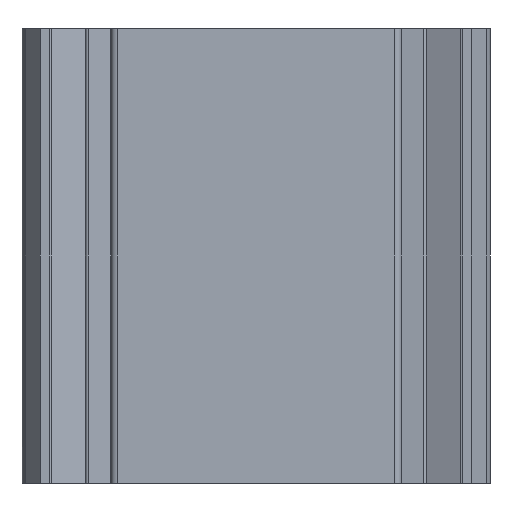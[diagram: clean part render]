
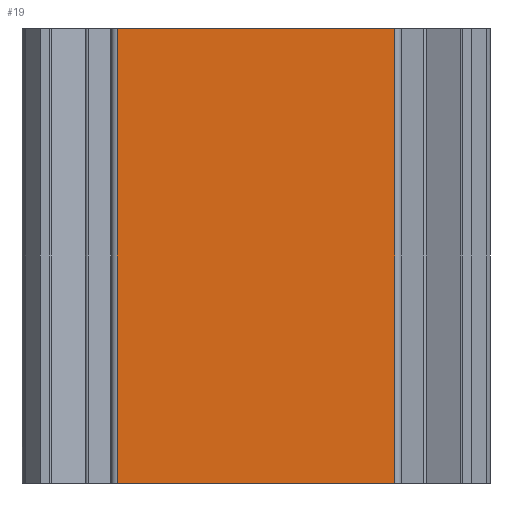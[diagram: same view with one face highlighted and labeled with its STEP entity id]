
A CAD part, left-side view. The second image highlights one B-rep face of the part: STEP entity #19.
In plain terms, the highlighted cylindrical face has radius 386139 mm (diameter 772279 mm), a partial arc.
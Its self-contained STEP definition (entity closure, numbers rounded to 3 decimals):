
#19=ADVANCED_FACE('',(#87),#1148,.T.);
#87=FACE_OUTER_BOUND('',#155,.T.);
#155=EDGE_LOOP('',(#226,#227,#228,#229));
#226=ORIENTED_EDGE('',*,*,#610,.T.);
#227=ORIENTED_EDGE('',*,*,#611,.T.);
#228=ORIENTED_EDGE('',*,*,#612,.F.);
#229=ORIENTED_EDGE('',*,*,#607,.F.);
#607=EDGE_CURVE('',#989,#990,#799,.T.);
#610=EDGE_CURVE('',#989,#992,#802,.T.);
#611=EDGE_CURVE('',#992,#993,#803,.T.);
#612=EDGE_CURVE('',#990,#993,#804,.T.);
#799=(
BOUNDED_CURVE()
B_SPLINE_CURVE(1,(#1532,#1533),.UNSPECIFIED.,.F.,.F.)
B_SPLINE_CURVE_WITH_KNOTS((2,2),(0.,15.),.UNSPECIFIED.)
CURVE()
GEOMETRIC_REPRESENTATION_ITEM()
RATIONAL_B_SPLINE_CURVE((1.,1.))
REPRESENTATION_ITEM('')
);
#802=(
BOUNDED_CURVE()
B_SPLINE_CURVE(2,(#1539,#1540,#1541,#1542,#1543),.UNSPECIFIED.,.F.,.F.)
B_SPLINE_CURVE_WITH_KNOTS((3,2,3),(19.564,23.921,28.279),
 .UNSPECIFIED.)
CURVE()
GEOMETRIC_REPRESENTATION_ITEM()
RATIONAL_B_SPLINE_CURVE((1.,1.,1.,1.,1.))
REPRESENTATION_ITEM('')
);
#803=(
BOUNDED_CURVE()
B_SPLINE_CURVE(1,(#1544,#1545),.UNSPECIFIED.,.F.,.F.)
B_SPLINE_CURVE_WITH_KNOTS((2,2),(0.,15.),.UNSPECIFIED.)
CURVE()
GEOMETRIC_REPRESENTATION_ITEM()
RATIONAL_B_SPLINE_CURVE((1.,1.))
REPRESENTATION_ITEM('')
);
#804=(
BOUNDED_CURVE()
B_SPLINE_CURVE(2,(#1546,#1547,#1548,#1549,#1550),.UNSPECIFIED.,.F.,.F.)
B_SPLINE_CURVE_WITH_KNOTS((3,2,3),(19.564,23.921,28.279),
 .UNSPECIFIED.)
CURVE()
GEOMETRIC_REPRESENTATION_ITEM()
RATIONAL_B_SPLINE_CURVE((1.,1.,1.,1.,1.))
REPRESENTATION_ITEM('')
);
#989=VERTEX_POINT('',#1478);
#990=VERTEX_POINT('',#1479);
#992=VERTEX_POINT('',#1481);
#993=VERTEX_POINT('',#1482);
#1148=CYLINDRICAL_SURFACE('',#1272,386139.437);
#1272=AXIS2_PLACEMENT_3D('',#1398,#1332,$);
#1332=DIRECTION('',(0.,0.,1.));
#1398=CARTESIAN_POINT('',(386127.405,0.,7.5));
#1478=CARTESIAN_POINT('',(-12.032,4.582,0.));
#1479=CARTESIAN_POINT('',(-12.032,4.582,15.));
#1481=CARTESIAN_POINT('',(-12.032,-4.582,0.));
#1482=CARTESIAN_POINT('',(-12.032,-4.582,15.));
#1532=CARTESIAN_POINT('',(-12.032,4.582,0.));
#1533=CARTESIAN_POINT('',(-12.032,4.582,15.));
#1539=CARTESIAN_POINT('',(-12.032,4.582,0.));
#1540=CARTESIAN_POINT('',(-12.032,2.179,0.));
#1541=CARTESIAN_POINT('',(-12.032,0.,0.));
#1542=CARTESIAN_POINT('',(-12.032,-2.179,0.));
#1543=CARTESIAN_POINT('',(-12.032,-4.582,0.));
#1544=CARTESIAN_POINT('',(-12.032,-4.582,0.));
#1545=CARTESIAN_POINT('',(-12.032,-4.582,15.));
#1546=CARTESIAN_POINT('',(-12.032,4.582,15.));
#1547=CARTESIAN_POINT('',(-12.032,2.179,15.));
#1548=CARTESIAN_POINT('',(-12.032,0.,15.));
#1549=CARTESIAN_POINT('',(-12.032,-2.179,15.));
#1550=CARTESIAN_POINT('',(-12.032,-4.582,15.));
